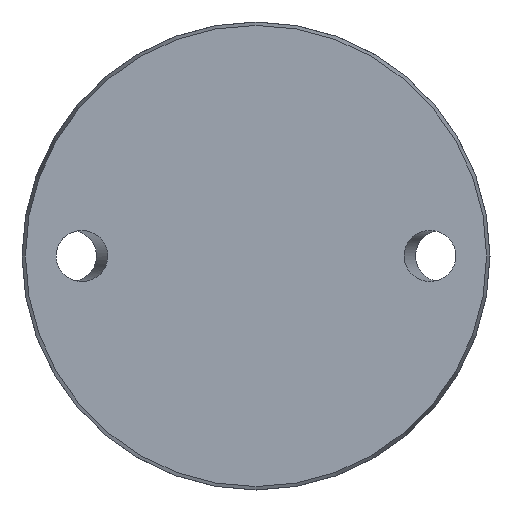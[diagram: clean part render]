
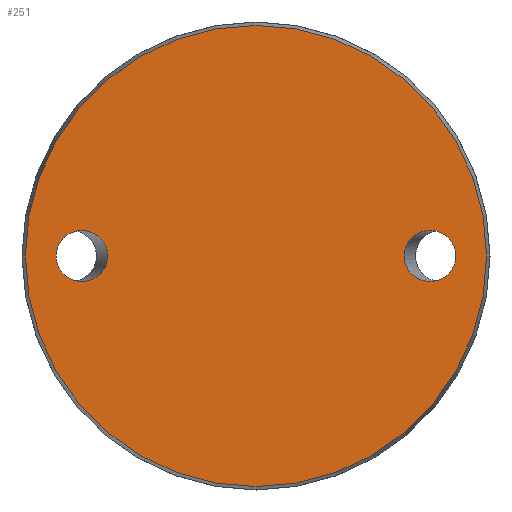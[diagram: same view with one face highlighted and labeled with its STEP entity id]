
A CAD part, front view. The second image highlights one B-rep face of the part: STEP entity #251.
In plain terms, the highlighted planar face has unit normal (0, -1, 0).
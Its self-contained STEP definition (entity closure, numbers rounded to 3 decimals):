
#7 = EDGE_CURVE ( 'NONE', #875, #875, #565, .T. ) ;
#8 = CARTESIAN_POINT ( 'NONE',  ( -38.425, 0., 0. ) ) ;
#52 = CARTESIAN_POINT ( 'NONE',  ( 33.309, 0., -8.5 ) ) ;
#93 = FACE_BOUND ( 'NONE', #133, .T. ) ;
#98 = EDGE_CURVE ( 'NONE', #457, #457, #856, .T. ) ;
#99 = FACE_OUTER_BOUND ( 'NONE', #105, .T. ) ;
#105 = EDGE_LOOP ( 'NONE', ( #531 ) ) ;
#114 = EDGE_LOOP ( 'NONE', ( #261 ) ) ;
#124 =( BOUNDED_CURVE ( )  B_SPLINE_CURVE ( 3, ( #831, #173, #464, #468, #313, #328, #757 ),
 .UNSPECIFIED., .T., .T. ) 
 B_SPLINE_CURVE_WITH_KNOTS ( ( 4, 3, 4 ),
 ( 0., 3.142, 6.283 ),
 .UNSPECIFIED. ) 
 CURVE ( )  GEOMETRIC_REPRESENTATION_ITEM ( )  RATIONAL_B_SPLINE_CURVE ( ( 1., 0.333, 0.333, 1., 0.333, 0.333, 1. ) ) 
 REPRESENTATION_ITEM ( '' )  );
#133 = EDGE_LOOP ( 'NONE', ( #585 ) ) ;
#157 = CARTESIAN_POINT ( 'NONE',  ( 0., 0., -38.425 ) ) ;
#164 = VERTEX_POINT ( 'NONE', #450 ) ;
#173 = CARTESIAN_POINT ( 'NONE',  ( -33.309, 0., 8.5 ) ) ;
#217 = EDGE_CURVE ( 'NONE', #164, #164, #124, .T. ) ;
#242 = DIRECTION ( 'NONE',  ( 0., 0., 1. ) ) ;
#251 = ADVANCED_FACE ( 'NONE', ( #697, #93, #99 ), #764, .F. ) ;
#261 = ORIENTED_EDGE ( 'NONE', *, *, #217, .T. ) ;
#274 = CARTESIAN_POINT ( 'NONE',  ( 24.691, 0., -8.5 ) ) ;
#287 = CARTESIAN_POINT ( 'NONE',  ( 33.309, 0., 0. ) ) ;
#313 = CARTESIAN_POINT ( 'NONE',  ( -24.691, 0., -8.5 ) ) ;
#321 = DIRECTION ( 'NONE',  ( 0., 1., 0. ) ) ;
#328 = CARTESIAN_POINT ( 'NONE',  ( -33.309, 0., -8.5 ) ) ;
#417 = DIRECTION ( 'NONE',  ( 0., 0., -1. ) ) ;
#420 = AXIS2_PLACEMENT_3D ( 'NONE', #8, #321, #242 ) ;
#427 = CARTESIAN_POINT ( 'NONE',  ( 0., 0., 0. ) ) ;
#450 = CARTESIAN_POINT ( 'NONE',  ( -33.309, 0., 0. ) ) ;
#451 = AXIS2_PLACEMENT_3D ( 'NONE', #427, #496, #417 ) ;
#457 = VERTEX_POINT ( 'NONE', #157 ) ;
#464 = CARTESIAN_POINT ( 'NONE',  ( -24.691, 0., 8.5 ) ) ;
#468 = CARTESIAN_POINT ( 'NONE',  ( -24.691, 0., 0. ) ) ;
#496 = DIRECTION ( 'NONE',  ( 0., -1., 0. ) ) ;
#531 = ORIENTED_EDGE ( 'NONE', *, *, #98, .T. ) ;
#565 =( BOUNDED_CURVE ( )  B_SPLINE_CURVE ( 3, ( #716, #274, #52, #287, #843, #850, #846 ),
 .UNSPECIFIED., .T., .F. ) 
 B_SPLINE_CURVE_WITH_KNOTS ( ( 4, 3, 4 ),
 ( 0., 3.142, 6.283 ),
 .UNSPECIFIED. ) 
 CURVE ( )  GEOMETRIC_REPRESENTATION_ITEM ( )  RATIONAL_B_SPLINE_CURVE ( ( 1., 0.333, 0.333, 1., 0.333, 0.333, 1. ) ) 
 REPRESENTATION_ITEM ( '' )  );
#585 = ORIENTED_EDGE ( 'NONE', *, *, #7, .F. ) ;
#697 = FACE_BOUND ( 'NONE', #114, .T. ) ;
#716 = CARTESIAN_POINT ( 'NONE',  ( 24.691, 0., 0. ) ) ;
#757 = CARTESIAN_POINT ( 'NONE',  ( -33.309, 0., 0. ) ) ;
#764 = PLANE ( 'NONE',  #420 ) ;
#831 = CARTESIAN_POINT ( 'NONE',  ( -33.309, 0., 0. ) ) ;
#843 = CARTESIAN_POINT ( 'NONE',  ( 33.309, 0., 8.5 ) ) ;
#846 = CARTESIAN_POINT ( 'NONE',  ( 24.691, 0., 0. ) ) ;
#850 = CARTESIAN_POINT ( 'NONE',  ( 24.691, 0., 8.5 ) ) ;
#856 = CIRCLE ( 'NONE', #451, 38.425 ) ;
#875 = VERTEX_POINT ( 'NONE', #880 ) ;
#880 = CARTESIAN_POINT ( 'NONE',  ( 24.691, 0., 0. ) ) ;
